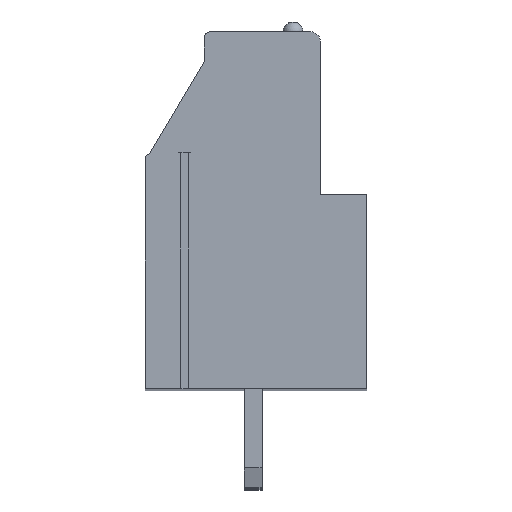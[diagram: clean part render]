
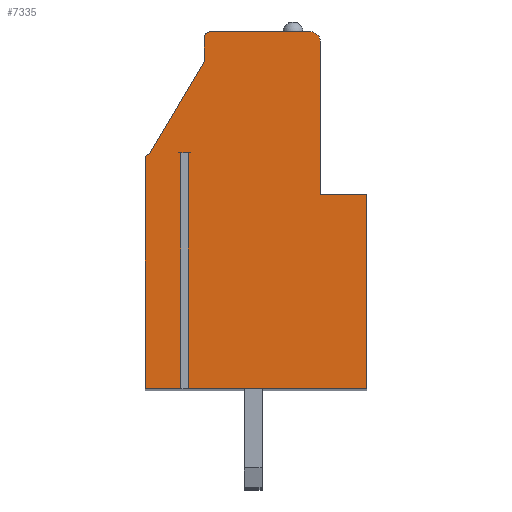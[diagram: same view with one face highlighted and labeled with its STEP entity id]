
A CAD part, top view. The second image highlights one B-rep face of the part: STEP entity #7335.
In plain terms, the highlighted planar face has unit normal (0, 0, 1).
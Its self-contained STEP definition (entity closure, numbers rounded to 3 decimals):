
#30=DIRECTION('',(-1.,0.,0.));
#31=VECTOR('',#30,0.38);
#32=CARTESIAN_POINT('',(-3.27,4.204,68.58));
#33=LINE('',#32,#31);
#34=DIRECTION('',(0.,1.,0.));
#35=VECTOR('',#34,11.9);
#36=CARTESIAN_POINT('',(-3.65,-7.696,68.58));
#37=LINE('',#36,#35);
#38=DIRECTION('',(1.,0.,0.));
#39=VECTOR('',#38,1.81);
#40=CARTESIAN_POINT('',(-5.46,-7.696,68.58));
#41=LINE('',#40,#39);
#42=DIRECTION('',(0.,-1.,0.));
#43=VECTOR('',#42,11.6);
#44=CARTESIAN_POINT('',(-5.46,3.904,68.58));
#45=LINE('',#44,#43);
#46=CARTESIAN_POINT('',(-5.26,3.904,68.58));
#47=DIRECTION('',(0.,0.,1.));
#48=DIRECTION('',(0.,1.,0.));
#49=AXIS2_PLACEMENT_3D('',#46,#47,#48);
#51=DIRECTION('',(-0.512,-0.859,0.));
#52=VECTOR('',#51,5.471);
#53=CARTESIAN_POINT('',(-2.46,8.804,68.58));
#54=LINE('',#53,#52);
#55=DIRECTION('',(0.,-1.,0.));
#56=VECTOR('',#55,1.2);
#57=CARTESIAN_POINT('',(-2.46,10.004,68.58));
#58=LINE('',#57,#56);
#59=CARTESIAN_POINT('',(-2.16,10.004,68.58));
#60=DIRECTION('',(0.,0.,1.));
#61=DIRECTION('',(0.,1.,0.));
#62=AXIS2_PLACEMENT_3D('',#59,#60,#61);
#64=DIRECTION('',(-1.,0.,0.));
#65=VECTOR('',#64,5.05);
#66=CARTESIAN_POINT('',(2.89,10.304,68.58));
#67=LINE('',#66,#65);
#68=CARTESIAN_POINT('',(2.89,9.804,68.58));
#69=DIRECTION('',(0.,0.,1.));
#70=DIRECTION('',(1.,0.,0.));
#71=AXIS2_PLACEMENT_3D('',#68,#69,#70);
#73=DIRECTION('',(0.,1.,0.));
#74=VECTOR('',#73,7.7);
#75=CARTESIAN_POINT('',(3.39,2.104,68.58));
#76=LINE('',#75,#74);
#77=DIRECTION('',(-1.,0.,0.));
#78=VECTOR('',#77,2.35);
#79=CARTESIAN_POINT('',(5.74,2.104,68.58));
#80=LINE('',#79,#78);
#81=DIRECTION('',(0.,1.,0.));
#82=VECTOR('',#81,9.8);
#83=CARTESIAN_POINT('',(5.74,-7.696,68.58));
#84=LINE('',#83,#82);
#85=DIRECTION('',(1.,0.,0.));
#86=VECTOR('',#85,9.01);
#87=CARTESIAN_POINT('',(-3.27,-7.696,68.58));
#88=LINE('',#87,#86);
#89=DIRECTION('',(0.,1.,0.));
#90=VECTOR('',#89,11.9);
#91=CARTESIAN_POINT('',(-3.27,-7.696,68.58));
#92=LINE('',#91,#90);
#5632=CARTESIAN_POINT('',(5.74,-7.696,68.58));
#5633=CARTESIAN_POINT('',(5.74,2.104,68.58));
#5634=VERTEX_POINT('',#5632);
#5635=VERTEX_POINT('',#5633);
#5636=CARTESIAN_POINT('',(3.39,2.104,68.58));
#5637=VERTEX_POINT('',#5636);
#5638=CARTESIAN_POINT('',(3.39,9.804,68.58));
#5639=VERTEX_POINT('',#5638);
#5640=CARTESIAN_POINT('',(2.89,10.304,68.58));
#5641=VERTEX_POINT('',#5640);
#5642=CARTESIAN_POINT('',(-2.16,10.304,68.58));
#5643=VERTEX_POINT('',#5642);
#5644=CARTESIAN_POINT('',(-2.46,10.004,68.58));
#5645=VERTEX_POINT('',#5644);
#5646=CARTESIAN_POINT('',(-2.46,8.804,68.58));
#5647=VERTEX_POINT('',#5646);
#5648=CARTESIAN_POINT('',(-5.26,4.104,68.58));
#5649=VERTEX_POINT('',#5648);
#5650=CARTESIAN_POINT('',(-5.46,3.904,68.58));
#5651=VERTEX_POINT('',#5650);
#5652=CARTESIAN_POINT('',(-5.46,-7.696,68.58));
#5653=VERTEX_POINT('',#5652);
#5734=CARTESIAN_POINT('',(-3.27,4.204,68.58));
#5735=CARTESIAN_POINT('',(-3.65,4.204,68.58));
#5736=VERTEX_POINT('',#5734);
#5737=VERTEX_POINT('',#5735);
#5738=CARTESIAN_POINT('',(-3.27,-7.696,68.58));
#5739=VERTEX_POINT('',#5738);
#5740=CARTESIAN_POINT('',(-3.65,-7.696,68.58));
#5741=VERTEX_POINT('',#5740);
#7298=CARTESIAN_POINT('',(0.,0.,68.58));
#7299=DIRECTION('',(0.,0.,1.));
#7300=DIRECTION('',(1.,0.,0.));
#7301=AXIS2_PLACEMENT_3D('',#7298,#7299,#7300);
#7302=PLANE('',#7301);
#7304=ORIENTED_EDGE('',*,*,#7303,.T.);
#7306=ORIENTED_EDGE('',*,*,#7305,.F.);
#7308=ORIENTED_EDGE('',*,*,#7307,.F.);
#7310=ORIENTED_EDGE('',*,*,#7309,.F.);
#7312=ORIENTED_EDGE('',*,*,#7311,.F.);
#7314=ORIENTED_EDGE('',*,*,#7313,.F.);
#7316=ORIENTED_EDGE('',*,*,#7315,.F.);
#7318=ORIENTED_EDGE('',*,*,#7317,.F.);
#7320=ORIENTED_EDGE('',*,*,#7319,.F.);
#7322=ORIENTED_EDGE('',*,*,#7321,.F.);
#7324=ORIENTED_EDGE('',*,*,#7323,.F.);
#7326=ORIENTED_EDGE('',*,*,#7325,.F.);
#7328=ORIENTED_EDGE('',*,*,#7327,.F.);
#7330=ORIENTED_EDGE('',*,*,#7329,.F.);
#7332=ORIENTED_EDGE('',*,*,#7331,.T.);
#7333=EDGE_LOOP('',(#7304,#7306,#7308,#7310,#7312,#7314,#7316,#7318,#7320,#7322,
#7324,#7326,#7328,#7330,#7332));
#7334=FACE_OUTER_BOUND('',#7333,.F.);
#50=CIRCLE('',#49,0.2);
#63=CIRCLE('',#62,0.3);
#72=CIRCLE('',#71,0.5);
#7303=EDGE_CURVE('',#5736,#5737,#33,.T.);
#7305=EDGE_CURVE('',#5741,#5737,#37,.T.);
#7307=EDGE_CURVE('',#5653,#5741,#41,.T.);
#7309=EDGE_CURVE('',#5651,#5653,#45,.T.);
#7311=EDGE_CURVE('',#5649,#5651,#50,.T.);
#7313=EDGE_CURVE('',#5647,#5649,#54,.T.);
#7315=EDGE_CURVE('',#5645,#5647,#58,.T.);
#7317=EDGE_CURVE('',#5643,#5645,#63,.T.);
#7319=EDGE_CURVE('',#5641,#5643,#67,.T.);
#7321=EDGE_CURVE('',#5639,#5641,#72,.T.);
#7323=EDGE_CURVE('',#5637,#5639,#76,.T.);
#7325=EDGE_CURVE('',#5635,#5637,#80,.T.);
#7327=EDGE_CURVE('',#5634,#5635,#84,.T.);
#7329=EDGE_CURVE('',#5739,#5634,#88,.T.);
#7331=EDGE_CURVE('',#5739,#5736,#92,.T.);
#7335=ADVANCED_FACE('',(#7334),#7302,.T.);
